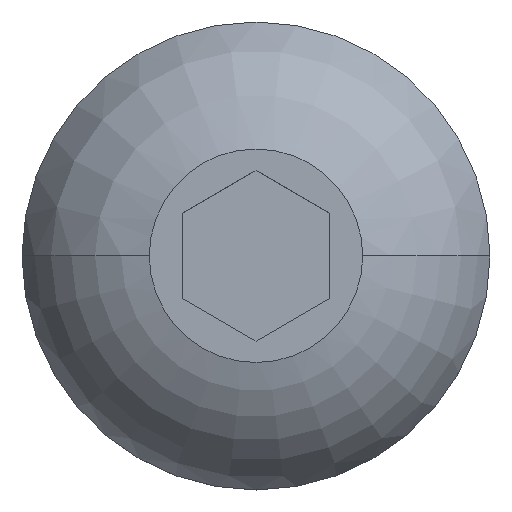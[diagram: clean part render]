
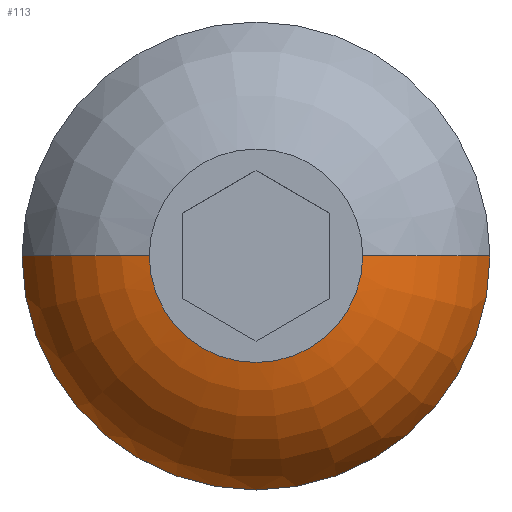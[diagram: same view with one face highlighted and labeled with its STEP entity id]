
A CAD part, top view. The second image highlights one B-rep face of the part: STEP entity #113.
In plain terms, the highlighted toroidal (fillet/blend) face has major radius 1.424 mm and minor radius 3.539 mm.
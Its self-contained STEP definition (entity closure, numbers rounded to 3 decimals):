
#8 = AXIS2_PLACEMENT_3D ( 'NONE', #576, #211, #773 ) ;
#32 = CARTESIAN_POINT ( 'NONE',  ( 1.424, 0., -0.711 ) ) ;
#63 = EDGE_LOOP ( 'NONE', ( #779, #567, #606, #138 ) ) ;
#72 = VERTEX_POINT ( 'NONE', #294 ) ;
#92 = CARTESIAN_POINT ( 'NONE',  ( 0., 0., 0.5 ) ) ;
#112 = DIRECTION ( 'NONE',  ( 0., 0., -1. ) ) ;
#113 = ADVANCED_FACE ( 'NONE', ( #264 ), #348, .T. ) ;
#130 = AXIS2_PLACEMENT_3D ( 'NONE', #32, #206, #632 ) ;
#138 = ORIENTED_EDGE ( 'NONE', *, *, #719, .F. ) ;
#142 = AXIS2_PLACEMENT_3D ( 'NONE', #782, #112, #169 ) ;
#151 = CARTESIAN_POINT ( 'NONE',  ( -4.75, 0., 0.5 ) ) ;
#169 = DIRECTION ( 'NONE',  ( -1., 0., 0. ) ) ;
#172 = CIRCLE ( 'NONE', #130, 3.539 ) ;
#206 = DIRECTION ( 'NONE',  ( 0., 1., 0. ) ) ;
#209 = AXIS2_PLACEMENT_3D ( 'NONE', #92, #520, #763 ) ;
#211 = DIRECTION ( 'NONE',  ( 0., 0., 1. ) ) ;
#231 = CIRCLE ( 'NONE', #209, 4.75 ) ;
#264 = FACE_OUTER_BOUND ( 'NONE', #63, .T. ) ;
#279 = CARTESIAN_POINT ( 'NONE',  ( 2.167, 0., 2.75 ) ) ;
#283 = DIRECTION ( 'NONE',  ( 0., -1., 0. ) ) ;
#294 = CARTESIAN_POINT ( 'NONE',  ( -2.167, 0., 2.75 ) ) ;
#334 = CARTESIAN_POINT ( 'NONE',  ( 4.75, 0., 0.5 ) ) ;
#335 = AXIS2_PLACEMENT_3D ( 'NONE', #649, #283, #582 ) ;
#348 = TOROIDAL_SURFACE ( 'NONE', #142, 1.424, 3.539 ) ;
#420 = EDGE_CURVE ( 'NONE', #72, #532, #655, .T. ) ;
#448 = EDGE_CURVE ( 'NONE', #72, #466, #513, .T. ) ;
#466 = VERTEX_POINT ( 'NONE', #151 ) ;
#488 = VERTEX_POINT ( 'NONE', #334 ) ;
#513 = CIRCLE ( 'NONE', #335, 3.539 ) ;
#520 = DIRECTION ( 'NONE',  ( 0., 0., -1. ) ) ;
#532 = VERTEX_POINT ( 'NONE', #279 ) ;
#567 = ORIENTED_EDGE ( 'NONE', *, *, #420, .F. ) ;
#576 = CARTESIAN_POINT ( 'NONE',  ( 0., 0., 2.75 ) ) ;
#582 = DIRECTION ( 'NONE',  ( 0., 0., -1. ) ) ;
#606 = ORIENTED_EDGE ( 'NONE', *, *, #448, .T. ) ;
#632 = DIRECTION ( 'NONE',  ( -1., 0., 0. ) ) ;
#649 = CARTESIAN_POINT ( 'NONE',  ( -1.424, 0., -0.711 ) ) ;
#655 = CIRCLE ( 'NONE', #8, 2.167 ) ;
#719 = EDGE_CURVE ( 'NONE', #488, #466, #231, .T. ) ;
#760 = EDGE_CURVE ( 'NONE', #532, #488, #172, .T. ) ;
#763 = DIRECTION ( 'NONE',  ( -1., 0., 0. ) ) ;
#773 = DIRECTION ( 'NONE',  ( -1., 0., 0. ) ) ;
#779 = ORIENTED_EDGE ( 'NONE', *, *, #760, .F. ) ;
#782 = CARTESIAN_POINT ( 'NONE',  ( 0., 0., -0.711 ) ) ;
